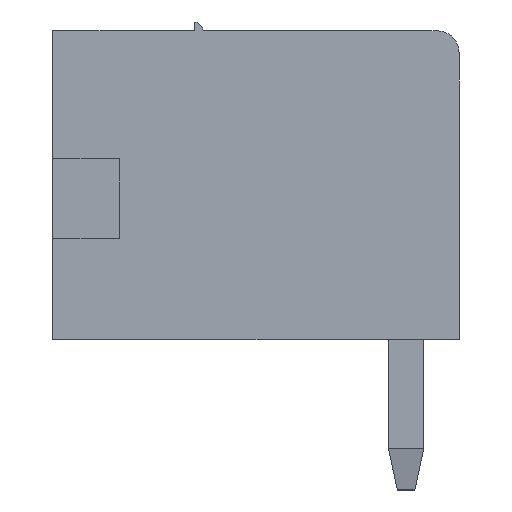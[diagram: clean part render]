
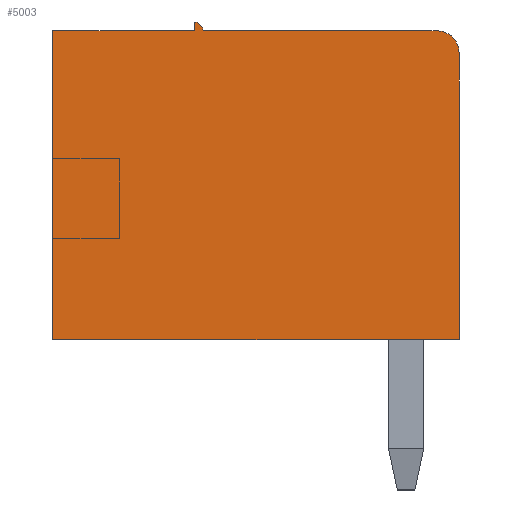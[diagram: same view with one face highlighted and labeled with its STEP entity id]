
A CAD part, left-side view. The second image highlights one B-rep face of the part: STEP entity #5003.
In plain terms, the highlighted planar face has unit normal (-1, 0, 0).
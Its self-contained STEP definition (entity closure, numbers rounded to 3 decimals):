
#121 = CARTESIAN_POINT ( 'NONE',  ( 0., 9.2, 0. ) ) ;
#1908 = VECTOR ( 'NONE', #28280, 1000. ) ;
#2299 = ORIENTED_EDGE ( 'NONE', *, *, #34654, .F. ) ;
#3534 = AXIS2_PLACEMENT_3D ( 'NONE', #20012, #46180, #13131 ) ;
#3972 = EDGE_CURVE ( 'NONE', #32316, #16685, #9796, .T. ) ;
#4191 = EDGE_CURVE ( 'NONE', #42375, #32316, #24781, .T. ) ;
#4707 = DIRECTION ( 'NONE',  ( -1., 0., 0. ) ) ;
#5003 = ADVANCED_FACE ( 'NONE', ( #41201 ), #19259, .F. ) ;
#5964 = CARTESIAN_POINT ( 'NONE',  ( 0., 9.2, 7. ) ) ;
#9372 = EDGE_CURVE ( 'NONE', #33221, #14239, #12643, .T. ) ;
#9462 = VERTEX_POINT ( 'NONE', #38589 ) ;
#9549 = CIRCLE ( 'NONE', #3534, 0.2 ) ;
#9733 = LINE ( 'NONE', #5964, #12111 ) ;
#9796 = CIRCLE ( 'NONE', #33181, 0.5 ) ;
#10323 = CARTESIAN_POINT ( 'NONE',  ( 0., 0., 6.5 ) ) ;
#11926 = DIRECTION ( 'NONE',  ( 1., 0., 0. ) ) ;
#12111 = VECTOR ( 'NONE', #44957, 1000. ) ;
#12175 = CARTESIAN_POINT ( 'NONE',  ( 0., 6., 7. ) ) ;
#12643 = LINE ( 'NONE', #13102, #35041 ) ;
#13102 = CARTESIAN_POINT ( 'NONE',  ( 0., 9.2, 7. ) ) ;
#13131 = DIRECTION ( 'NONE',  ( 0., 0., 1. ) ) ;
#13960 = VECTOR ( 'NONE', #43214, 1000. ) ;
#14239 = VERTEX_POINT ( 'NONE', #37560 ) ;
#16685 = VERTEX_POINT ( 'NONE', #18717 ) ;
#17487 = VERTEX_POINT ( 'NONE', #12175 ) ;
#17727 = ORIENTED_EDGE ( 'NONE', *, *, #36798, .F. ) ;
#18491 = LINE ( 'NONE', #43748, #37716 ) ;
#18717 = CARTESIAN_POINT ( 'NONE',  ( 0., 0.5, 7. ) ) ;
#19023 = CARTESIAN_POINT ( 'NONE',  ( 0., 6., 7.2 ) ) ;
#19026 = EDGE_CURVE ( 'NONE', #33221, #42375, #32481, .T. ) ;
#19140 = DIRECTION ( 'NONE',  ( 0., 0., -1. ) ) ;
#19259 = PLANE ( 'NONE',  #39177 ) ;
#20012 = CARTESIAN_POINT ( 'NONE',  ( 0., 6., 7. ) ) ;
#20167 = ORIENTED_EDGE ( 'NONE', *, *, #39159, .T. ) ;
#21210 = DIRECTION ( 'NONE',  ( 0., 0., 1. ) ) ;
#21264 = CARTESIAN_POINT ( 'NONE',  ( 0., 9.2, 7. ) ) ;
#22657 = EDGE_CURVE ( 'NONE', #23200, #17487, #18491, .T. ) ;
#23200 = VERTEX_POINT ( 'NONE', #19023 ) ;
#23504 = ORIENTED_EDGE ( 'NONE', *, *, #3972, .T. ) ;
#24781 = LINE ( 'NONE', #29010, #45326 ) ;
#25276 = LINE ( 'NONE', #21264, #13960 ) ;
#26973 = ORIENTED_EDGE ( 'NONE', *, *, #4191, .T. ) ;
#27318 = ORIENTED_EDGE ( 'NONE', *, *, #19026, .T. ) ;
#28280 = DIRECTION ( 'NONE',  ( 0., -1., 0. ) ) ;
#29010 = CARTESIAN_POINT ( 'NONE',  ( 0., 0., 7. ) ) ;
#29271 = ORIENTED_EDGE ( 'NONE', *, *, #22657, .T. ) ;
#30401 = DIRECTION ( 'NONE',  ( 0., 0., 1. ) ) ;
#30497 = CARTESIAN_POINT ( 'NONE',  ( 0., 0.5, 6.5 ) ) ;
#32316 = VERTEX_POINT ( 'NONE', #10323 ) ;
#32481 = LINE ( 'NONE', #121, #1908 ) ;
#33181 = AXIS2_PLACEMENT_3D ( 'NONE', #30497, #4707, #19140 ) ;
#33221 = VERTEX_POINT ( 'NONE', #43855 ) ;
#33618 = DIRECTION ( 'NONE',  ( 0., 0., -1. ) ) ;
#33955 = ORIENTED_EDGE ( 'NONE', *, *, #9372, .F. ) ;
#34654 = EDGE_CURVE ( 'NONE', #14239, #17487, #25276, .T. ) ;
#35041 = VECTOR ( 'NONE', #30401, 1000. ) ;
#36666 = DIRECTION ( 'NONE',  ( 0., 0., -1. ) ) ;
#36798 = EDGE_CURVE ( 'NONE', #9462, #16685, #9733, .T. ) ;
#36967 = CARTESIAN_POINT ( 'NONE',  ( 0., 9.2, 7. ) ) ;
#37560 = CARTESIAN_POINT ( 'NONE',  ( 0., 9.2, 7. ) ) ;
#37716 = VECTOR ( 'NONE', #36666, 1000. ) ;
#38589 = CARTESIAN_POINT ( 'NONE',  ( 0., 5.8, 7. ) ) ;
#39159 = EDGE_CURVE ( 'NONE', #9462, #23200, #9549, .T. ) ;
#39177 = AXIS2_PLACEMENT_3D ( 'NONE', #36967, #11926, #33618 ) ;
#41201 = FACE_OUTER_BOUND ( 'NONE', #43468, .T. ) ;
#42375 = VERTEX_POINT ( 'NONE', #46241 ) ;
#43214 = DIRECTION ( 'NONE',  ( 0., -1., 0. ) ) ;
#43468 = EDGE_LOOP ( 'NONE', ( #26973, #23504, #17727, #20167, #29271, #2299, #33955, #27318 ) ) ;
#43748 = CARTESIAN_POINT ( 'NONE',  ( 0., 6., 7. ) ) ;
#43855 = CARTESIAN_POINT ( 'NONE',  ( 0., 9.2, 0. ) ) ;
#44957 = DIRECTION ( 'NONE',  ( 0., -1., 0. ) ) ;
#45326 = VECTOR ( 'NONE', #21210, 1000. ) ;
#46180 = DIRECTION ( 'NONE',  ( -1., 0., 0. ) ) ;
#46241 = CARTESIAN_POINT ( 'NONE',  ( 0., 0., 0. ) ) ;
